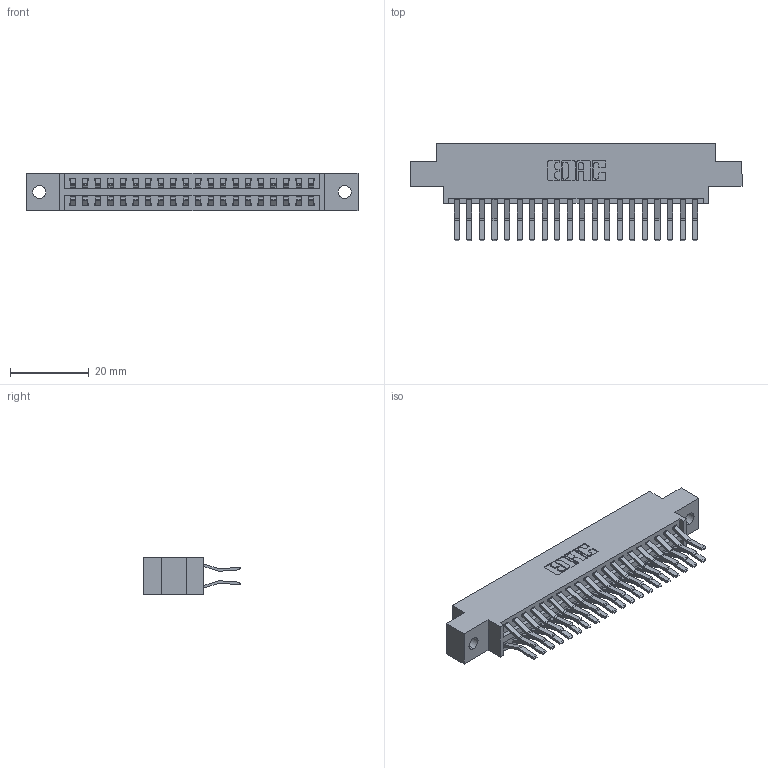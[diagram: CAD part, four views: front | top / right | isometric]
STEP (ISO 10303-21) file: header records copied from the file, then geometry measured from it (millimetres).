
FILE_DESCRIPTION (( 'STEP AP203' ), '1' );
FILE_NAME ('396-040-560-802.STEP', '2018-09-06T22:06:53', ( '' ), ( '' ), 'SwSTEP 2.0', 'SolidWorks 2016', '' );
FILE_SCHEMA (( 'CONFIG_CONTROL_DESIGN' ));
Length unit declared in the file: inch
Products named in the file (3): 346 Part_0.170 Offset - 0.128 Dia; 345-292-001_560 Tail; 396-040-560-802
Assembly tree (41 placements, depth 2):
  396-040-560-802
    346 Part_0.170 Offset - 0.128 Dia
    345-292-001_560 Tail  x40
Bounding box: 84.07 x 24.78 x 9.4 mm (x, y, z)
Volume: 8098.3 mm3; surface area: 11395.7 mm2
Topology: 41 solids, 41 shells, 2286 faces, 6781 edges, 4466 vertices
Faces by surface type: plane 1480, cylinder 806
Entity records: 16237 total; most frequent: CARTESIAN_POINT 2708, ORIENTED_EDGE 2642, DIRECTION 2441, EDGE_CURVE 1321, VECTOR 1105, LINE 1105, VERTEX_POINT 878, AXIS2_PLACEMENT_3D 668
